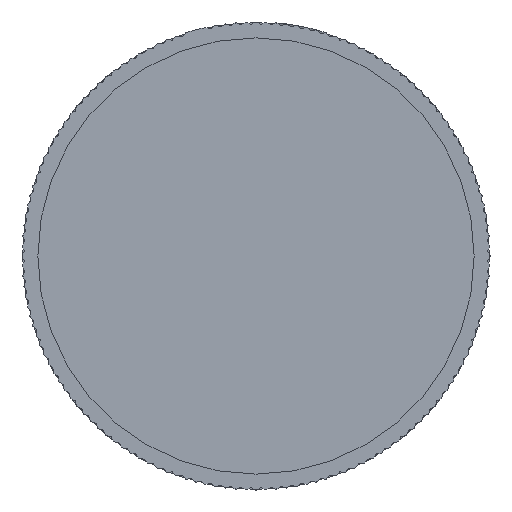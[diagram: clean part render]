
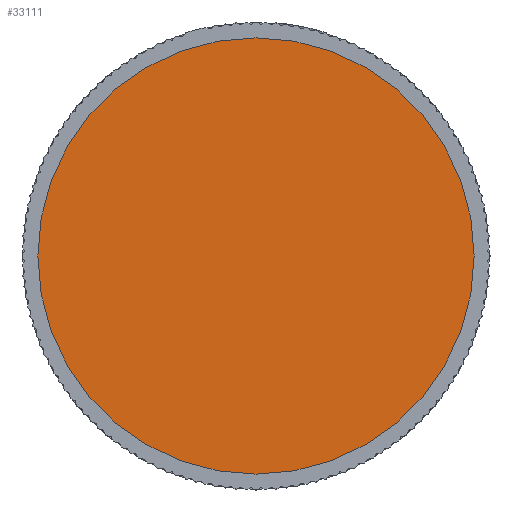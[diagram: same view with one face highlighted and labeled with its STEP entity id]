
A CAD part, front view. The second image highlights one B-rep face of the part: STEP entity #33111.
In plain terms, the highlighted planar face has unit normal (0, -1, 0).
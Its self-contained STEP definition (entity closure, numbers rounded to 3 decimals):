
#17385=CARTESIAN_POINT('',(0.,9.6,0.));
#17386=DIRECTION('',(0.,-1.,0.));
#17387=DIRECTION('',(1.,0.,0.));
#17388=AXIS2_PLACEMENT_3D('',#17385,#17386,#17387);
#17393=CARTESIAN_POINT('',(0.,9.6,0.));
#17394=DIRECTION('',(0.,-1.,0.));
#17395=DIRECTION('',(-1.,0.,0.));
#17396=AXIS2_PLACEMENT_3D('',#17393,#17394,#17395);
#20605=CARTESIAN_POINT('',(32.7,9.6,0.));
#20607=VERTEX_POINT('',#20605);
#20609=CARTESIAN_POINT('',(-32.7,9.6,0.));
#20611=VERTEX_POINT('',#20609);
#33102=CARTESIAN_POINT('',(31.513,9.6,0.));
#33103=DIRECTION('',(0.,-1.,0.));
#33104=DIRECTION('',(0.,0.,-1.));
#33105=AXIS2_PLACEMENT_3D('',#33102,#33103,#33104);
#33106=PLANE('',#33105);
#33107=ORIENTED_EDGE('',*,*,#33096,.F.);
#33108=ORIENTED_EDGE('',*,*,#33082,.F.);
#33109=EDGE_LOOP('',(#33107,#33108));
#33110=FACE_OUTER_BOUND('',#33109,.F.);
#33111=ADVANCED_FACE('',(#33110),#33106,.T.);
#17389=CIRCLE('',#17388,32.7);
#17397=CIRCLE('',#17396,32.7);
#33082=EDGE_CURVE('',#20611,#20607,#17397,.T.);
#33096=EDGE_CURVE('',#20607,#20611,#17389,.T.);
